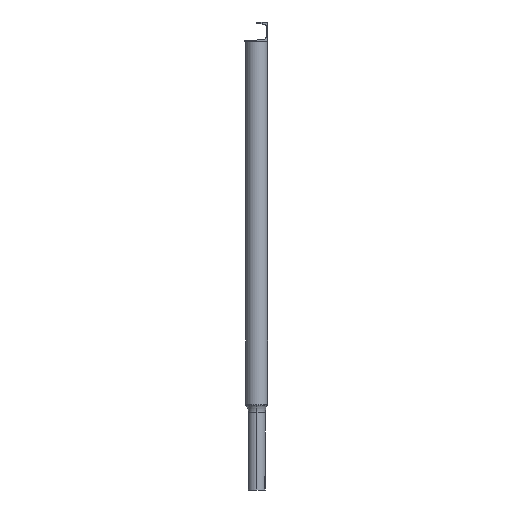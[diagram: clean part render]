
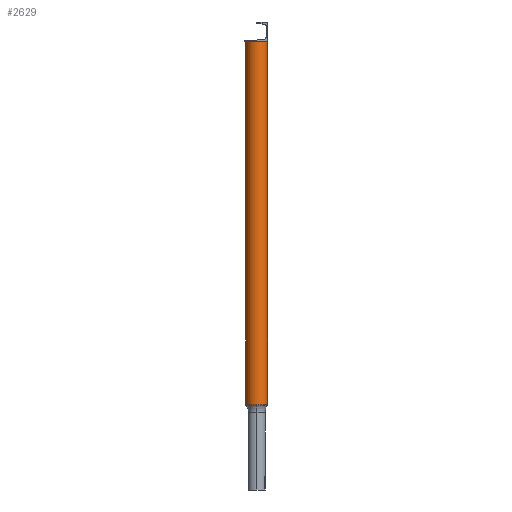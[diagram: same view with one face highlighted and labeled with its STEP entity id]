
A CAD part, left-side view. The second image highlights one B-rep face of the part: STEP entity #2629.
In plain terms, the highlighted cylindrical face has radius 44.45 mm (diameter 88.9 mm), a partial arc.
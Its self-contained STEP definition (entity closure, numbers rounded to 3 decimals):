
#7 = VERTEX_POINT ( 'NONE', #885 ) ;
#12 = EDGE_CURVE ( 'NONE', #1765, #2311, #495, .T. ) ;
#51 = AXIS2_PLACEMENT_3D ( 'NONE', #2171, #98, #1919 ) ;
#59 = AXIS2_PLACEMENT_3D ( 'NONE', #3132, #734, #2877 ) ;
#75 = CARTESIAN_POINT ( 'NONE',  ( 0., 1500., 0. ) ) ;
#92 = DIRECTION ( 'NONE',  ( 0., 1., 0. ) ) ;
#98 = DIRECTION ( 'NONE',  ( 0., -1., 0. ) ) ;
#192 = AXIS2_PLACEMENT_3D ( 'NONE', #560, #825, #3190 ) ;
#213 = LINE ( 'NONE', #991, #1270 ) ;
#309 = DIRECTION ( 'NONE',  ( 0., 1., 0. ) ) ;
#491 = DIRECTION ( 'NONE',  ( 0., 1., 0. ) ) ;
#495 = CIRCLE ( 'NONE', #680, 44.45 ) ;
#560 = CARTESIAN_POINT ( 'NONE',  ( 0., 0., 0. ) ) ;
#597 = EDGE_CURVE ( 'NONE', #712, #1502, #3096, .T. ) ;
#660 = EDGE_CURVE ( 'NONE', #712, #2311, #2283, .T. ) ;
#680 = AXIS2_PLACEMENT_3D ( 'NONE', #75, #92, #1217 ) ;
#695 = EDGE_CURVE ( 'NONE', #7, #1765, #213, .T. ) ;
#712 = VERTEX_POINT ( 'NONE', #3120 ) ;
#734 = DIRECTION ( 'NONE',  ( 0., -1., 0. ) ) ;
#825 = DIRECTION ( 'NONE',  ( 0., 1., 0. ) ) ;
#885 = CARTESIAN_POINT ( 'NONE',  ( 0., 0., -44.45 ) ) ;
#991 = CARTESIAN_POINT ( 'NONE',  ( 0., 0., -44.45 ) ) ;
#1188 = ORIENTED_EDGE ( 'NONE', *, *, #660, .T. ) ;
#1217 = DIRECTION ( 'NONE',  ( 0., 0., 1. ) ) ;
#1270 = VECTOR ( 'NONE', #491, 1000. ) ;
#1369 = CYLINDRICAL_SURFACE ( 'NONE', #192, 44.45 ) ;
#1371 = EDGE_CURVE ( 'NONE', #1502, #7, #1425, .T. ) ;
#1425 = CIRCLE ( 'NONE', #59, 44.45 ) ;
#1472 = CARTESIAN_POINT ( 'NONE',  ( 0., 0., 44.45 ) ) ;
#1502 = VERTEX_POINT ( 'NONE', #1750 ) ;
#1629 = ORIENTED_EDGE ( 'NONE', *, *, #597, .F. ) ;
#1669 = ORIENTED_EDGE ( 'NONE', *, *, #695, .F. ) ;
#1690 = FACE_OUTER_BOUND ( 'NONE', #2351, .T. ) ;
#1750 = CARTESIAN_POINT ( 'NONE',  ( -44.45, 0., 0. ) ) ;
#1765 = VERTEX_POINT ( 'NONE', #2124 ) ;
#1919 = DIRECTION ( 'NONE',  ( 1., 0., 0. ) ) ;
#1948 = ORIENTED_EDGE ( 'NONE', *, *, #12, .F. ) ;
#2124 = CARTESIAN_POINT ( 'NONE',  ( 0., 1500., -44.45 ) ) ;
#2171 = CARTESIAN_POINT ( 'NONE',  ( 0., 0., 0. ) ) ;
#2254 = ORIENTED_EDGE ( 'NONE', *, *, #1371, .F. ) ;
#2283 = LINE ( 'NONE', #1472, #2767 ) ;
#2298 = CARTESIAN_POINT ( 'NONE',  ( 0., 1500., 44.45 ) ) ;
#2311 = VERTEX_POINT ( 'NONE', #2298 ) ;
#2351 = EDGE_LOOP ( 'NONE', ( #1669, #2254, #1629, #1188, #1948 ) ) ;
#2629 = ADVANCED_FACE ( 'NONE', ( #1690 ), #1369, .T. ) ;
#2767 = VECTOR ( 'NONE', #309, 1000. ) ;
#2877 = DIRECTION ( 'NONE',  ( 1., 0., 0. ) ) ;
#3096 = CIRCLE ( 'NONE', #51, 44.45 ) ;
#3120 = CARTESIAN_POINT ( 'NONE',  ( 0., 0., 44.45 ) ) ;
#3132 = CARTESIAN_POINT ( 'NONE',  ( 0., 0., 0. ) ) ;
#3190 = DIRECTION ( 'NONE',  ( 0., 0., 1. ) ) ;
